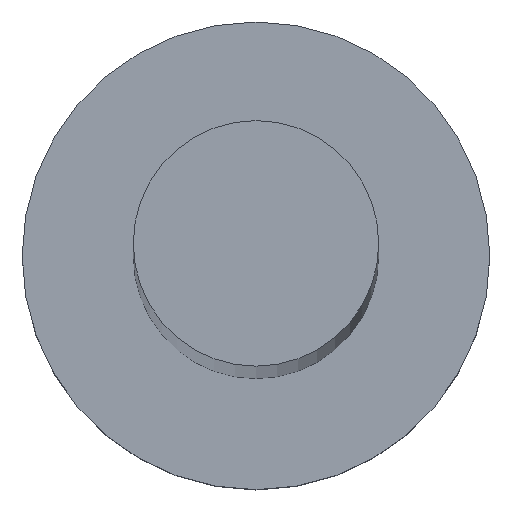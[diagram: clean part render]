
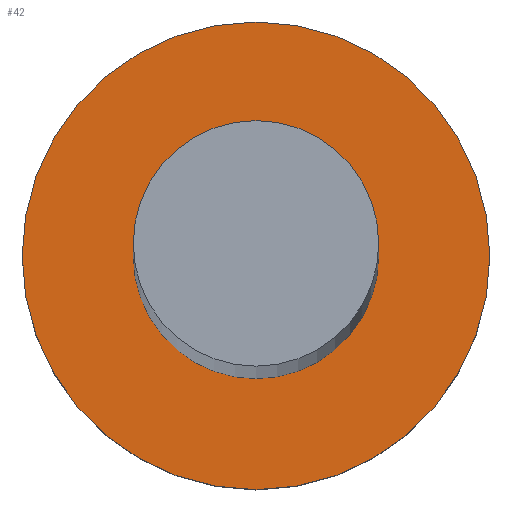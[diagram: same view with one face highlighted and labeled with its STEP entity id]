
A CAD part, top view. The second image highlights one B-rep face of the part: STEP entity #42.
In plain terms, the highlighted planar face has unit normal (0, 0, 1).
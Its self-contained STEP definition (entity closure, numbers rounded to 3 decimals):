
#11 = CARTESIAN_POINT ( 'NONE',  ( -2.1, 0., 3. ) ) ;
#13 = CARTESIAN_POINT ( 'NONE',  ( -4., 0., 3. ) ) ;
#19 = AXIS2_PLACEMENT_3D ( 'NONE', #34, #110, #214 ) ;
#22 = CIRCLE ( 'NONE', #19, 2.1 ) ;
#34 = CARTESIAN_POINT ( 'NONE',  ( 0., 0., 3. ) ) ;
#36 = EDGE_LOOP ( 'NONE', ( #73, #175 ) ) ;
#37 = DIRECTION ( 'NONE',  ( 0., 0., 1. ) ) ;
#38 = CARTESIAN_POINT ( 'NONE',  ( 0., 0., 3. ) ) ;
#42 = ADVANCED_FACE ( 'NONE', ( #190, #172 ), #194, .T. ) ;
#53 = AXIS2_PLACEMENT_3D ( 'NONE', #38, #93, #249 ) ;
#57 = DIRECTION ( 'NONE',  ( 0., 0., 1. ) ) ;
#61 = VERTEX_POINT ( 'NONE', #153 ) ;
#65 = EDGE_CURVE ( 'NONE', #61, #238, #197, .T. ) ;
#71 = DIRECTION ( 'NONE',  ( 1., 0., 0. ) ) ;
#73 = ORIENTED_EDGE ( 'NONE', *, *, #114, .F. ) ;
#75 = VERTEX_POINT ( 'NONE', #130 ) ;
#78 = AXIS2_PLACEMENT_3D ( 'NONE', #133, #37, #71 ) ;
#89 = DIRECTION ( 'NONE',  ( 1., 0., 0. ) ) ;
#93 = DIRECTION ( 'NONE',  ( 0., 0., 1. ) ) ;
#98 = VERTEX_POINT ( 'NONE', #13 ) ;
#106 = DIRECTION ( 'NONE',  ( 1., 0., 0. ) ) ;
#110 = DIRECTION ( 'NONE',  ( 0., 0., 1. ) ) ;
#114 = EDGE_CURVE ( 'NONE', #238, #61, #22, .T. ) ;
#116 = ORIENTED_EDGE ( 'NONE', *, *, #178, .T. ) ;
#124 = AXIS2_PLACEMENT_3D ( 'NONE', #236, #57, #106 ) ;
#130 = CARTESIAN_POINT ( 'NONE',  ( 4., 0., 3. ) ) ;
#133 = CARTESIAN_POINT ( 'NONE',  ( 0., 0., 3. ) ) ;
#153 = CARTESIAN_POINT ( 'NONE',  ( 2.1, 0., 3. ) ) ;
#158 = ORIENTED_EDGE ( 'NONE', *, *, #162, .T. ) ;
#161 = CIRCLE ( 'NONE', #78, 4. ) ;
#162 = EDGE_CURVE ( 'NONE', #98, #75, #201, .T. ) ;
#172 = FACE_OUTER_BOUND ( 'NONE', #225, .T. ) ;
#175 = ORIENTED_EDGE ( 'NONE', *, *, #65, .F. ) ;
#178 = EDGE_CURVE ( 'NONE', #75, #98, #161, .T. ) ;
#180 = AXIS2_PLACEMENT_3D ( 'NONE', #251, #216, #89 ) ;
#190 = FACE_BOUND ( 'NONE', #36, .T. ) ;
#194 = PLANE ( 'NONE',  #53 ) ;
#197 = CIRCLE ( 'NONE', #124, 2.1 ) ;
#201 = CIRCLE ( 'NONE', #180, 4. ) ;
#214 = DIRECTION ( 'NONE',  ( 1., 0., 0. ) ) ;
#216 = DIRECTION ( 'NONE',  ( 0., 0., 1. ) ) ;
#225 = EDGE_LOOP ( 'NONE', ( #158, #116 ) ) ;
#236 = CARTESIAN_POINT ( 'NONE',  ( 0., 0., 3. ) ) ;
#238 = VERTEX_POINT ( 'NONE', #11 ) ;
#249 = DIRECTION ( 'NONE',  ( 1., 0., 0. ) ) ;
#251 = CARTESIAN_POINT ( 'NONE',  ( 0., 0., 3. ) ) ;
